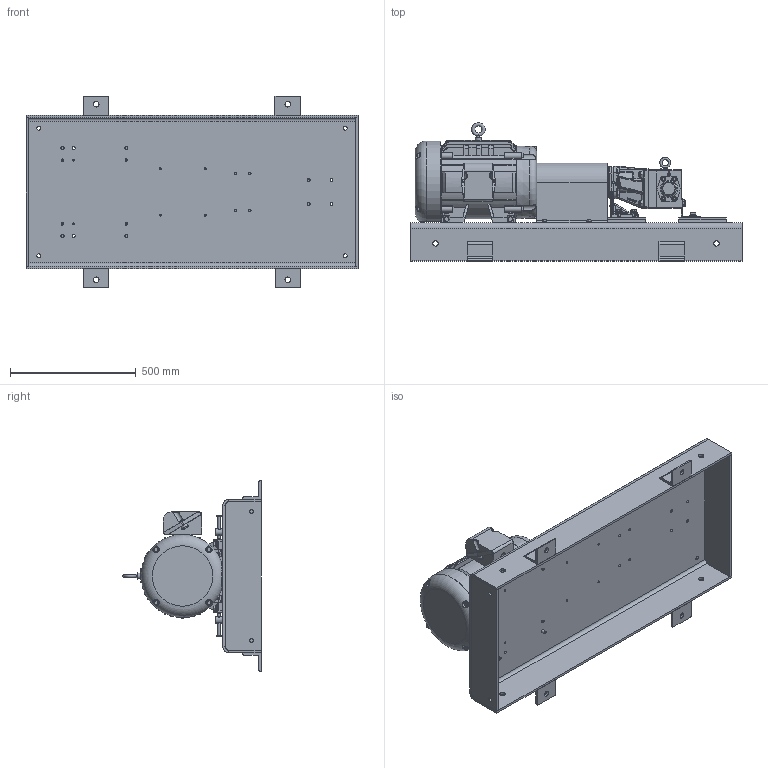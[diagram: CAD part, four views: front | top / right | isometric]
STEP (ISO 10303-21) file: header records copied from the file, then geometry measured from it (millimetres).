
FILE_DESCRIPTION (( 'STEP AP214' ), '1' );
FILE_NAME ('GPV-1013-012-U.STEP', '2016-09-29T13:44:26', ( '' ), ( '' ), 'SwSTEP 2.0', 'SolidWorks 2015', '' );
FILE_SCHEMA (( 'AUTOMOTIVE_DESIGN' ));
Length unit declared in the file: inch
Products named in the file (1): GPV-1013-012-U
Bounding box: 1320.8 x 550.17 x 762 mm (x, y, z)
Volume: 57333881.6 mm3; surface area: 5489639 mm2
Topology: 115 solids, 115 shells, 4413 faces, 10673 edges, 6791 vertices
Faces by surface type: plane 2511, cylinder 760, cone 619, bspline 382, torus 111, sphere 30
Full cylindrical faces by diameter (mm): 5.105 x4, 6.35 x24, 7.925 x24, 7.937 x9, 7.938 x1, 7.95 x32, 8.731 x4, 9.525 x8, 10.716 x40, 11.1 x4, 12.421 x2, 12.7 x39, 13.487 x14, 13.494 x8, 14.275 x6, 14.287 x1, 14.288 x5, 15.681 x4, 15.875 x4, 16.637 x1, 17.374 x4, 17.462 x2, 17.463 x2, 19.05 x11, 20.066 x1, 20.32 x1, 22.212 x1, 22.225 x8, 23.647 x1, 23.876 x1
Entity records: 260770 total; most frequent: CARTESIAN_POINT 105931, ORIENTED_EDGE 19874, DIRECTION 17933, EDGE_CURVE 9937, VERTEX_POINT 6625, AXIS2_PLACEMENT_3D 6236, EDGE_LOOP 5610, LINE 5461
